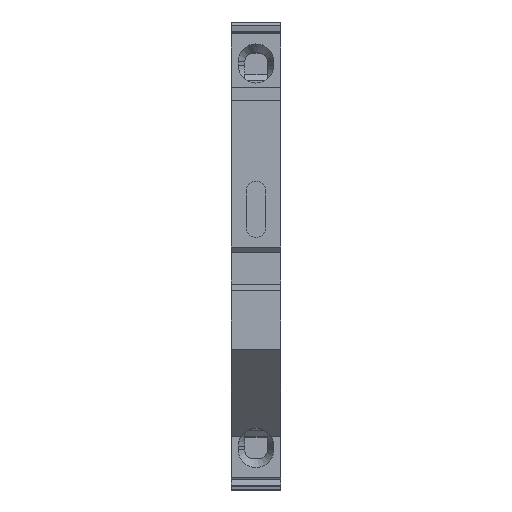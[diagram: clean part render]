
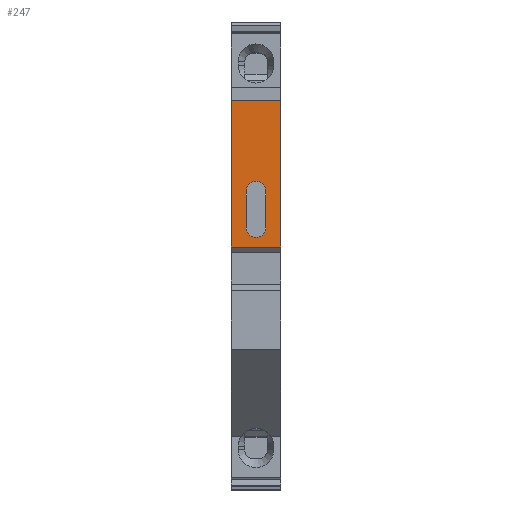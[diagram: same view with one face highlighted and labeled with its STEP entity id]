
A CAD part, top view. The second image highlights one B-rep face of the part: STEP entity #247.
In plain terms, the highlighted planar face has unit normal (0, 0, 1).
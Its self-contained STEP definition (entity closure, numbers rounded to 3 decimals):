
#247=ADVANCED_FACE('',(#579,#580),#581,.T.);
#579=FACE_OUTER_BOUND('',#993,.T.);
#580=FACE_BOUND('',#994,.T.);
#581=PLANE('',#995);
#993=EDGE_LOOP('',(#1796,#1797,#1798,#1799));
#994=EDGE_LOOP('',(#1800,#1801,#1802,#1803,#1804,#1805));
#995=AXIS2_PLACEMENT_3D('',#1806,#1807,#1808);
#1796=ORIENTED_EDGE('',*,*,#2720,.T.);
#1797=ORIENTED_EDGE('',*,*,#2850,.F.);
#1798=ORIENTED_EDGE('',*,*,#2682,.T.);
#1799=ORIENTED_EDGE('',*,*,#2852,.F.);
#1800=ORIENTED_EDGE('',*,*,#2631,.F.);
#1801=ORIENTED_EDGE('',*,*,#2853,.T.);
#1802=ORIENTED_EDGE('',*,*,#2854,.F.);
#1803=ORIENTED_EDGE('',*,*,#2555,.F.);
#1804=ORIENTED_EDGE('',*,*,#2855,.T.);
#1805=ORIENTED_EDGE('',*,*,#2614,.F.);
#1806=CARTESIAN_POINT('',(8.125,50.138,67.45));
#1807=DIRECTION('',(0.,0.,1.0));
#1808=DIRECTION('',(0.0,1.0,0.));
#2555=EDGE_CURVE('',#3066,#3062,#3068,.T.);
#2614=EDGE_CURVE('',#3172,#3175,#3176,.T.);
#2631=EDGE_CURVE('',#3201,#3172,#3203,.T.);
#2682=EDGE_CURVE('',#3300,#3298,#3301,.T.);
#2720=EDGE_CURVE('',#3371,#3369,#3372,.T.);
#2850=EDGE_CURVE('',#3300,#3369,#3569,.T.);
#2852=EDGE_CURVE('',#3371,#3298,#3571,.T.);
#2853=EDGE_CURVE('',#3201,#3572,#3573,.T.);
#2854=EDGE_CURVE('',#3062,#3572,#3574,.T.);
#2855=EDGE_CURVE('',#3066,#3175,#3575,.T.);
#3062=VERTEX_POINT('',#3815);
#3066=VERTEX_POINT('',#3820);
#3068=CIRCLE('',#3823,1.6);
#3172=VERTEX_POINT('',#3950);
#3175=VERTEX_POINT('',#3954);
#3176=CIRCLE('',#3955,1.6);
#3201=VERTEX_POINT('',#3989);
#3203=CIRCLE('',#3992,1.6);
#3298=VERTEX_POINT('',#4128);
#3300=VERTEX_POINT('',#4131);
#3301=LINE('',#4132,#4133);
#3369=VERTEX_POINT('',#4235);
#3371=VERTEX_POINT('',#4238);
#3372=LINE('',#4239,#4240);
#3569=LINE('',#4895,#4896);
#3571=LINE('',#4898,#4899);
#3572=VERTEX_POINT('',#4900);
#3573=LINE('',#4901,#4902);
#3574=CIRCLE('',#4903,1.6);
#3575=LINE('',#4904,#4905);
#3815=CARTESIAN_POINT('',(4.075,50.408,67.45));
#3820=CARTESIAN_POINT('',(5.675,48.808,67.45));
#3823=AXIS2_PLACEMENT_3D('',#5622,#5623,#5624);
#3950=CARTESIAN_POINT('',(4.075,41.208,67.45));
#3954=CARTESIAN_POINT('',(5.675,42.808,67.45));
#3955=AXIS2_PLACEMENT_3D('',#5721,#5722,#5723);
#3989=CARTESIAN_POINT('',(2.475,42.808,67.45));
#3992=AXIS2_PLACEMENT_3D('',#5743,#5744,#5745);
#4128=CARTESIAN_POINT('',(8.15,63.675,67.45));
#4131=CARTESIAN_POINT('',(8.15,39.634,67.45));
#4132=CARTESIAN_POINT('',(8.15,38.825,67.45));
#4133=VECTOR('',#5809,1.0);
#4235=CARTESIAN_POINT('',(0.,39.634,67.45));
#4238=CARTESIAN_POINT('',(0.,63.675,67.45));
#4239=CARTESIAN_POINT('',(0.,38.825,67.45));
#4240=VECTOR('',#5845,1.0);
#4895=CARTESIAN_POINT('',(8.05,39.634,67.45));
#4896=VECTOR('',#5971,1.0);
#4898=CARTESIAN_POINT('',(8.05,63.675,67.45));
#4899=VECTOR('',#5972,1.0);
#4900=CARTESIAN_POINT('',(2.475,48.808,67.45));
#4901=CARTESIAN_POINT('',(2.475,38.825,67.45));
#4902=VECTOR('',#5973,1.0);
#4903=AXIS2_PLACEMENT_3D('',#5974,#5975,#5976);
#4904=CARTESIAN_POINT('',(5.675,38.825,67.45));
#4905=VECTOR('',#5977,1.0);
#5622=CARTESIAN_POINT('',(4.075,48.808,67.45));
#5623=DIRECTION('',(0.,0.,1.0));
#5624=DIRECTION('',(0.,-1.0,0.));
#5721=CARTESIAN_POINT('',(4.075,42.808,67.45));
#5722=DIRECTION('',(0.,0.,1.0));
#5723=DIRECTION('',(0.,-1.0,0.));
#5743=CARTESIAN_POINT('',(4.075,42.808,67.45));
#5744=DIRECTION('',(0.,0.,1.0));
#5745=DIRECTION('',(0.,-1.0,0.));
#5809=DIRECTION('',(0.,1.0,0.));
#5845=DIRECTION('',(0.0,-1.0,0.));
#5971=DIRECTION('',(-1.0,0.,0.));
#5972=DIRECTION('',(1.0,0.,0.));
#5973=DIRECTION('',(0.,1.0,0.));
#5974=CARTESIAN_POINT('',(4.075,48.808,67.45));
#5975=DIRECTION('',(0.,0.,1.0));
#5976=DIRECTION('',(0.,-1.0,0.));
#5977=DIRECTION('',(0.,-1.0,0.));
